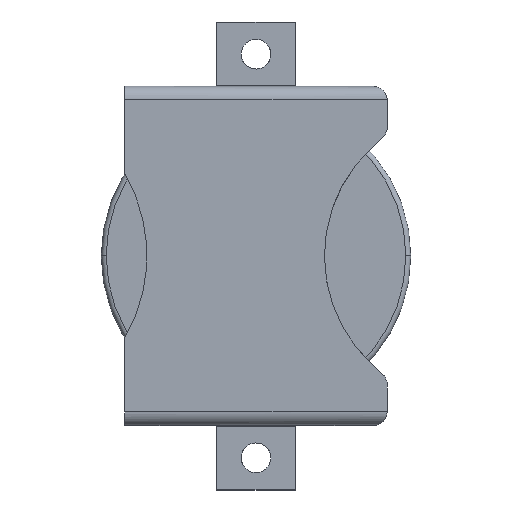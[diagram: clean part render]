
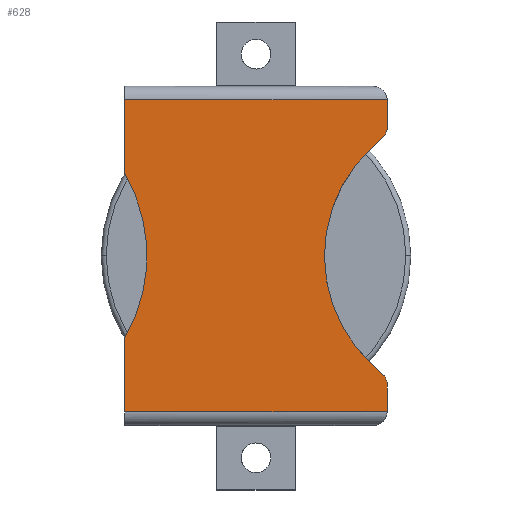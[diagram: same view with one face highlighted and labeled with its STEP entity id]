
A CAD part, top view. The second image highlights one B-rep face of the part: STEP entity #628.
In plain terms, the highlighted planar face has unit normal (0, 0, 1).
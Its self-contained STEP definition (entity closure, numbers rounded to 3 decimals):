
#57=AXIS2_PLACEMENT_3D('Circle Axis2P3D',#55,#56,$) ;
#525=AXIS2_PLACEMENT_3D('Plane Axis2P3D',#522,#523,#524) ;
#52=CARTESIAN_POINT('Vertex',(-5.3,-3.312,3.2)) ;
#55=CARTESIAN_POINT('Axis2P3D Location',(-10.964,0.,3.2)) ;
#59=CARTESIAN_POINT('Vertex',(-5.3,3.312,3.2)) ;
#465=CARTESIAN_POINT('Line Origine',(0.,-6.3,3.2)) ;
#469=CARTESIAN_POINT('Vertex',(-5.3,-6.3,3.2)) ;
#471=CARTESIAN_POINT('Vertex',(5.298,-6.3,3.2)) ;
#522=CARTESIAN_POINT('Axis2P3D Location',(0.,6.3,3.2)) ;
#528=CARTESIAN_POINT('Control Point',(5.3,-5.212,3.2)) ;
#529=CARTESIAN_POINT('Control Point',(5.3,-5.048,3.2)) ;
#530=CARTESIAN_POINT('Control Point',(5.229,-4.886,3.2)) ;
#531=CARTESIAN_POINT('Control Point',(5.11,-4.774,3.2)) ;
#532=CARTESIAN_POINT('Vertex',(5.3,-5.212,3.2)) ;
#534=CARTESIAN_POINT('Vertex',(5.11,-4.774,3.2)) ;
#538=CARTESIAN_POINT('Control Point',(5.11,-4.774,3.2)) ;
#539=CARTESIAN_POINT('Control Point',(4.649,-4.343,3.2)) ;
#540=CARTESIAN_POINT('Vertex',(4.649,-4.343,3.2)) ;
#544=CARTESIAN_POINT('Control Point',(4.649,4.343,3.2)) ;
#545=CARTESIAN_POINT('Control Point',(3.225,3.013,3.2)) ;
#546=CARTESIAN_POINT('Control Point',(2.343,1.101,3.2)) ;
#547=CARTESIAN_POINT('Control Point',(2.343,-1.101,3.2)) ;
#548=CARTESIAN_POINT('Control Point',(3.225,-3.013,3.2)) ;
#549=CARTESIAN_POINT('Control Point',(4.649,-4.343,3.2)) ;
#550=CARTESIAN_POINT('Vertex',(4.649,4.343,3.2)) ;
#554=CARTESIAN_POINT('Control Point',(5.11,4.774,3.2)) ;
#555=CARTESIAN_POINT('Control Point',(4.649,4.343,3.2)) ;
#556=CARTESIAN_POINT('Vertex',(5.11,4.774,3.2)) ;
#560=CARTESIAN_POINT('Control Point',(5.11,4.774,3.2)) ;
#561=CARTESIAN_POINT('Control Point',(5.229,4.886,3.2)) ;
#562=CARTESIAN_POINT('Control Point',(5.3,5.048,3.2)) ;
#563=CARTESIAN_POINT('Control Point',(5.3,5.212,3.2)) ;
#564=CARTESIAN_POINT('Vertex',(5.3,5.212,3.2)) ;
#567=CARTESIAN_POINT('Line Origine',(5.3,3.15,3.2)) ;
#571=CARTESIAN_POINT('Vertex',(5.3,6.25,3.2)) ;
#575=CARTESIAN_POINT('Control Point',(5.3,6.25,3.2)) ;
#576=CARTESIAN_POINT('Control Point',(5.3,6.267,3.2)) ;
#577=CARTESIAN_POINT('Control Point',(5.299,6.283,3.2)) ;
#578=CARTESIAN_POINT('Control Point',(5.298,6.3,3.2)) ;
#579=CARTESIAN_POINT('Vertex',(5.298,6.3,3.2)) ;
#582=CARTESIAN_POINT('Line Origine',(0.,6.3,3.2)) ;
#586=CARTESIAN_POINT('Vertex',(-5.3,6.3,3.2)) ;
#589=CARTESIAN_POINT('Line Origine',(-5.3,3.15,3.2)) ;
#594=CARTESIAN_POINT('Line Origine',(-5.3,3.15,3.2)) ;
#600=CARTESIAN_POINT('Control Point',(5.298,-6.3,3.2)) ;
#601=CARTESIAN_POINT('Control Point',(5.299,-6.283,3.2)) ;
#602=CARTESIAN_POINT('Control Point',(5.3,-6.267,3.2)) ;
#603=CARTESIAN_POINT('Control Point',(5.3,-6.25,3.2)) ;
#604=CARTESIAN_POINT('Vertex',(5.3,-6.25,3.2)) ;
#607=CARTESIAN_POINT('Line Origine',(5.3,3.15,3.2)) ;
#56=DIRECTION('Axis2P3D Direction',(0.,0.,1.)) ;
#466=DIRECTION('Vector Direction',(-1.,0.,0.)) ;
#523=DIRECTION('Axis2P3D Direction',(-0.,0.,1.)) ;
#524=DIRECTION('Axis2P3D XDirection',(0.,-1.,0.)) ;
#568=DIRECTION('Vector Direction',(0.,-1.,0.)) ;
#583=DIRECTION('Vector Direction',(1.,0.,0.)) ;
#590=DIRECTION('Vector Direction',(0.,-1.,0.)) ;
#595=DIRECTION('Vector Direction',(0.,-1.,0.)) ;
#608=DIRECTION('Vector Direction',(0.,-1.,0.)) ;
#467=VECTOR('Line Direction',#466,1.) ;
#569=VECTOR('Line Direction',#568,1.) ;
#584=VECTOR('Line Direction',#583,1.) ;
#591=VECTOR('Line Direction',#590,1.) ;
#596=VECTOR('Line Direction',#595,1.) ;
#609=VECTOR('Line Direction',#608,1.) ;
#613=ORIENTED_EDGE('',*,*,#536,.T.) ;
#614=ORIENTED_EDGE('',*,*,#542,.T.) ;
#615=ORIENTED_EDGE('',*,*,#552,.F.) ;
#616=ORIENTED_EDGE('',*,*,#558,.F.) ;
#617=ORIENTED_EDGE('',*,*,#566,.T.) ;
#618=ORIENTED_EDGE('',*,*,#573,.T.) ;
#619=ORIENTED_EDGE('',*,*,#581,.T.) ;
#620=ORIENTED_EDGE('',*,*,#588,.F.) ;
#621=ORIENTED_EDGE('',*,*,#593,.F.) ;
#622=ORIENTED_EDGE('',*,*,#61,.F.) ;
#623=ORIENTED_EDGE('',*,*,#598,.F.) ;
#624=ORIENTED_EDGE('',*,*,#473,.T.) ;
#625=ORIENTED_EDGE('',*,*,#606,.T.) ;
#626=ORIENTED_EDGE('',*,*,#611,.T.) ;
#628=ADVANCED_FACE('Corps principal',(#627),#526,.T.) ;
#527=B_SPLINE_CURVE_WITH_KNOTS('',3,(#528,#529,#530,#531),.UNSPECIFIED.,.F.,.U.,(4,4),(0.942,1.434),.UNSPECIFIED.) ;
#537=B_SPLINE_CURVE_WITH_KNOTS('',1,(#538,#539),.UNSPECIFIED.,.F.,.U.,(2,2),(-0.315,0.315),.UNSPECIFIED.) ;
#543=B_SPLINE_CURVE_WITH_KNOTS('',5,(#544,#545,#546,#547,#548,#549),.UNSPECIFIED.,.F.,.U.,(6,6),(23.14,32.88),.UNSPECIFIED.) ;
#553=B_SPLINE_CURVE_WITH_KNOTS('',1,(#554,#555),.UNSPECIFIED.,.F.,.U.,(2,2),(-0.315,0.315),.UNSPECIFIED.) ;
#559=B_SPLINE_CURVE_WITH_KNOTS('',3,(#560,#561,#562,#563),.UNSPECIFIED.,.F.,.U.,(4,4),(0.451,0.942),.UNSPECIFIED.) ;
#574=B_SPLINE_CURVE_WITH_KNOTS('',3,(#575,#576,#577,#578),.UNSPECIFIED.,.F.,.U.,(4,4),(0.942,0.993),.UNSPECIFIED.) ;
#599=B_SPLINE_CURVE_WITH_KNOTS('',3,(#600,#601,#602,#603),.UNSPECIFIED.,.F.,.U.,(4,4),(4.662,4.712),.UNSPECIFIED.) ;
#58=CIRCLE('generated circle',#57,6.561) ;
#61=EDGE_CURVE('',#53,#60,#58,.T.) ;
#473=EDGE_CURVE('',#470,#472,#468,.F.) ;
#536=EDGE_CURVE('',#533,#535,#527,.T.) ;
#542=EDGE_CURVE('',#535,#541,#537,.T.) ;
#552=EDGE_CURVE('',#551,#541,#543,.T.) ;
#558=EDGE_CURVE('',#557,#551,#553,.T.) ;
#566=EDGE_CURVE('',#557,#565,#559,.T.) ;
#573=EDGE_CURVE('',#565,#572,#570,.F.) ;
#581=EDGE_CURVE('',#572,#580,#574,.T.) ;
#588=EDGE_CURVE('',#587,#580,#585,.T.) ;
#593=EDGE_CURVE('',#60,#587,#592,.F.) ;
#598=EDGE_CURVE('',#470,#53,#597,.F.) ;
#606=EDGE_CURVE('',#472,#605,#599,.T.) ;
#611=EDGE_CURVE('',#605,#533,#610,.F.) ;
#612=EDGE_LOOP('',(#613,#614,#615,#616,#617,#618,#619,#620,#621,#622,#623,#624,#625,#626)) ;
#627=FACE_OUTER_BOUND('',#612,.T.) ;
#468=LINE('Line',#465,#467) ;
#570=LINE('Line',#567,#569) ;
#585=LINE('Line',#582,#584) ;
#592=LINE('Line',#589,#591) ;
#597=LINE('Line',#594,#596) ;
#610=LINE('Line',#607,#609) ;
#526=PLANE('Plane',#525) ;
#53=VERTEX_POINT('',#52) ;
#60=VERTEX_POINT('',#59) ;
#470=VERTEX_POINT('',#469) ;
#472=VERTEX_POINT('',#471) ;
#533=VERTEX_POINT('',#532) ;
#535=VERTEX_POINT('',#534) ;
#541=VERTEX_POINT('',#540) ;
#551=VERTEX_POINT('',#550) ;
#557=VERTEX_POINT('',#556) ;
#565=VERTEX_POINT('',#564) ;
#572=VERTEX_POINT('',#571) ;
#580=VERTEX_POINT('',#579) ;
#587=VERTEX_POINT('',#586) ;
#605=VERTEX_POINT('',#604) ;
